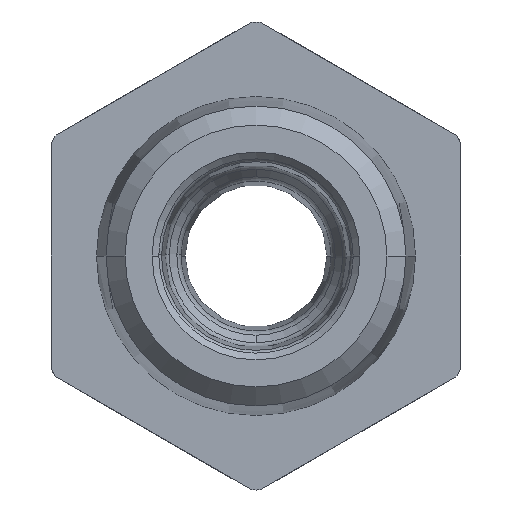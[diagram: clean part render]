
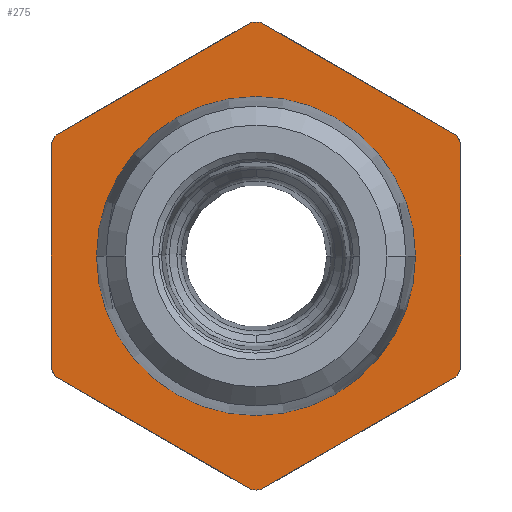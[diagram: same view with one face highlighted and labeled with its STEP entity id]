
A CAD part, front view. The second image highlights one B-rep face of the part: STEP entity #275.
In plain terms, the highlighted planar face has unit normal (0, -1, 0).
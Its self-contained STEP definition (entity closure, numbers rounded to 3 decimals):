
#275=ADVANCED_FACE('',(#699,#700),#701,.F.);
#699=FACE_OUTER_BOUND('',#1492,.T.);
#700=FACE_BOUND('',#1493,.T.);
#701=PLANE('',#1494);
#1492=EDGE_LOOP('',(#2990,#2991,#2992,#2993,#2994,#2995,#2996,#2997,#2998,#2999,#3000,#3001));
#1493=EDGE_LOOP('',(#3002,#3003));
#1494=AXIS2_PLACEMENT_3D('',#3004,#3005,#3006);
#2990=ORIENTED_EDGE('',*,*,#4467,.T.);
#2991=ORIENTED_EDGE('',*,*,#4468,.F.);
#2992=ORIENTED_EDGE('',*,*,#4469,.T.);
#2993=ORIENTED_EDGE('',*,*,#4470,.F.);
#2994=ORIENTED_EDGE('',*,*,#4471,.T.);
#2995=ORIENTED_EDGE('',*,*,#4472,.F.);
#2996=ORIENTED_EDGE('',*,*,#4473,.T.);
#2997=ORIENTED_EDGE('',*,*,#4474,.F.);
#2998=ORIENTED_EDGE('',*,*,#4475,.T.);
#2999=ORIENTED_EDGE('',*,*,#4324,.F.);
#3000=ORIENTED_EDGE('',*,*,#4476,.T.);
#3001=ORIENTED_EDGE('',*,*,#4477,.F.);
#3002=ORIENTED_EDGE('',*,*,#4367,.F.);
#3003=ORIENTED_EDGE('',*,*,#4478,.F.);
#3004=CARTESIAN_POINT('',(0.0,0.0,0.0));
#3005=DIRECTION('',(0.0,1.0,0.0));
#3006=DIRECTION('',(1.0,0.0,-0.0));
#4324=EDGE_CURVE('',#5036,#5038,#5039,.T.);
#4367=EDGE_CURVE('',#5117,#5113,#5119,.T.);
#4467=EDGE_CURVE('',#5289,#5290,#5291,.T.);
#4468=EDGE_CURVE('',#5292,#5290,#5293,.T.);
#4469=EDGE_CURVE('',#5292,#5294,#5295,.T.);
#4470=EDGE_CURVE('',#5296,#5294,#5297,.T.);
#4471=EDGE_CURVE('',#5296,#5298,#5299,.T.);
#4472=EDGE_CURVE('',#5300,#5298,#5301,.T.);
#4473=EDGE_CURVE('',#5300,#5302,#5303,.T.);
#4474=EDGE_CURVE('',#5304,#5302,#5305,.T.);
#4475=EDGE_CURVE('',#5304,#5038,#5306,.T.);
#4476=EDGE_CURVE('',#5036,#5307,#5308,.T.);
#4477=EDGE_CURVE('',#5289,#5307,#5309,.T.);
#4478=EDGE_CURVE('',#5113,#5117,#5310,.T.);
#5036=VERTEX_POINT('',#6224);
#5038=VERTEX_POINT('',#6227);
#5039=LINE('',#6228,#6229);
#5113=VERTEX_POINT('',#6338);
#5117=VERTEX_POINT('',#6343);
#5119=CIRCLE('',#6346,5.064);
#5289=VERTEX_POINT('',#6648);
#5290=VERTEX_POINT('',#6649);
#5291=CIRCLE('',#6650,0.5);
#5292=VERTEX_POINT('',#6651);
#5293=LINE('',#6652,#6653);
#5294=VERTEX_POINT('',#6654);
#5295=CIRCLE('',#6655,0.5);
#5296=VERTEX_POINT('',#6656);
#5297=LINE('',#6657,#6658);
#5298=VERTEX_POINT('',#6659);
#5299=CIRCLE('',#6660,0.5);
#5300=VERTEX_POINT('',#6661);
#5301=LINE('',#6662,#6663);
#5302=VERTEX_POINT('',#6664);
#5303=CIRCLE('',#6665,0.5);
#5304=VERTEX_POINT('',#6666);
#5305=LINE('',#6667,#6668);
#5306=CIRCLE('',#6669,0.5);
#5307=VERTEX_POINT('',#6670);
#5308=CIRCLE('',#6671,0.5);
#5309=LINE('',#6672,#6673);
#5310=CIRCLE('',#6674,5.064);
#6224=CARTESIAN_POINT('',(6.5,0.0,3.464));
#6227=CARTESIAN_POINT('',(6.5,0.0,-3.464));
#6228=CARTESIAN_POINT('',(6.5,0.0,3.464));
#6229=VECTOR('',#8179,6.928);
#6338=CARTESIAN_POINT('',(5.064,0.,0.));
#6343=CARTESIAN_POINT('',(-5.064,0.0,0.0));
#6346=AXIS2_PLACEMENT_3D('',#8232,#8233,#8234);
#6648=CARTESIAN_POINT('',(0.25,0.0,7.361));
#6649=CARTESIAN_POINT('',(-0.25,0.0,7.361));
#6650=AXIS2_PLACEMENT_3D('',#8353,#8354,#8355);
#6651=CARTESIAN_POINT('',(-6.25,0.0,3.897));
#6652=CARTESIAN_POINT('',(-6.25,0.0,3.897));
#6653=VECTOR('',#8356,6.928);
#6654=CARTESIAN_POINT('',(-6.5,0.0,3.464));
#6655=AXIS2_PLACEMENT_3D('',#8357,#8358,#8359);
#6656=CARTESIAN_POINT('',(-6.5,0.0,-3.464));
#6657=CARTESIAN_POINT('',(-6.5,0.0,-3.464));
#6658=VECTOR('',#8360,6.928);
#6659=CARTESIAN_POINT('',(-6.25,0.0,-3.897));
#6660=AXIS2_PLACEMENT_3D('',#8361,#8362,#8363);
#6661=CARTESIAN_POINT('',(-0.25,0.0,-7.361));
#6662=CARTESIAN_POINT('',(-0.25,0.0,-7.361));
#6663=VECTOR('',#8364,6.928);
#6664=CARTESIAN_POINT('',(0.25,0.0,-7.361));
#6665=AXIS2_PLACEMENT_3D('',#8365,#8366,#8367);
#6666=CARTESIAN_POINT('',(6.25,0.0,-3.897));
#6667=CARTESIAN_POINT('',(6.25,0.0,-3.897));
#6668=VECTOR('',#8368,6.928);
#6669=AXIS2_PLACEMENT_3D('',#8369,#8370,#8371);
#6670=CARTESIAN_POINT('',(6.25,0.0,3.897));
#6671=AXIS2_PLACEMENT_3D('',#8372,#8373,#8374);
#6672=CARTESIAN_POINT('',(0.25,0.0,7.361));
#6673=VECTOR('',#8375,6.928);
#6674=AXIS2_PLACEMENT_3D('',#8376,#8377,#8378);
#8179=DIRECTION('',(0.0,0.0,-1.0));
#8232=CARTESIAN_POINT('',(0.0,0.,0.0));
#8233=DIRECTION('',(0.0,-1.0,0.0));
#8234=DIRECTION('',(1.0,0.0,0.0));
#8353=CARTESIAN_POINT('',(0.0,0.0,6.928));
#8354=DIRECTION('',(0.0,-1.0,0.0));
#8355=DIRECTION('',(0.5,0.0,0.866));
#8356=DIRECTION('',(0.866,0.0,0.5));
#8357=CARTESIAN_POINT('',(-6.0,0.0,3.464));
#8358=DIRECTION('',(0.0,-1.0,0.0));
#8359=DIRECTION('',(-0.5,0.0,0.866));
#8360=DIRECTION('',(0.0,0.0,1.0));
#8361=CARTESIAN_POINT('',(-6.0,0.0,-3.464));
#8362=DIRECTION('',(0.0,-1.0,0.0));
#8363=DIRECTION('',(-1.0,0.0,0.0));
#8364=DIRECTION('',(-0.866,0.0,0.5));
#8365=CARTESIAN_POINT('',(0.0,0.0,-6.928));
#8366=DIRECTION('',(0.0,-1.0,-0.0));
#8367=DIRECTION('',(-0.5,0.0,-0.866));
#8368=DIRECTION('',(-0.866,0.0,-0.5));
#8369=CARTESIAN_POINT('',(6.0,0.0,-3.464));
#8370=DIRECTION('',(0.0,-1.0,0.0));
#8371=DIRECTION('',(0.5,0.0,-0.866));
#8372=CARTESIAN_POINT('',(6.0,0.0,3.464));
#8373=DIRECTION('',(0.0,-1.0,0.0));
#8374=DIRECTION('',(1.0,0.0,0.0));
#8375=DIRECTION('',(0.866,0.0,-0.5));
#8376=CARTESIAN_POINT('',(0.0,0.,0.0));
#8377=DIRECTION('',(0.0,-1.0,0.0));
#8378=DIRECTION('',(1.0,0.0,0.0));
